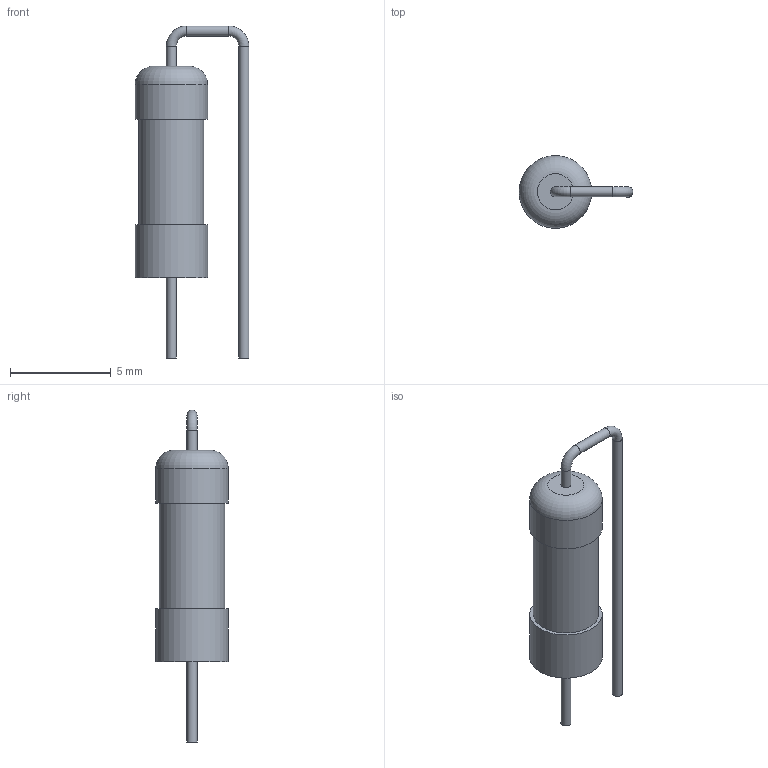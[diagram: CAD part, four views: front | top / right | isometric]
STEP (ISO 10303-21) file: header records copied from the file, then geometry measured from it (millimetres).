
FILE_DESCRIPTION(('FreeCAD Model'),'2;1');
FILE_NAME('R_Axial_L105mm_D36mm_P360mm_Vertical.step', '2018-07-03T13:59:36',('kicad StepUp'),('ksu MCAD'), 'Open CASCADE STEP processor 7.2','FreeCAD','Unknown');
FILE_SCHEMA(('AUTOMOTIVE_DESIGN { 1 0 10303 214 1 1 1 1 }'));
Length unit declared in the file: millimetre
Products named in the file (1): R_Axial_L105mm_D36mm_P360mm_Vertical
Bounding box: 5.65 x 3.6 x 16.5 mm (x, y, z)
Volume: 99.9 mm3; surface area: 171.5 mm2
Topology: 1 solids, 1 shells, 16 faces, 25 edges, 15 vertices
Faces by surface type: cylinder 7, plane 6, torus 3
Full cylindrical faces by diameter (mm): 0.5 x4, 3.24 x1, 3.6 x2
Entity records: 492 total; most frequent: DIRECTION 77, CARTESIAN_POINT 57, ORIENTED_EDGE 50, AXIS2_PLACEMENT_3D 35, EDGE_CURVE 25, FACE_BOUND 20, EDGE_LOOP 20, CIRCLE 18
